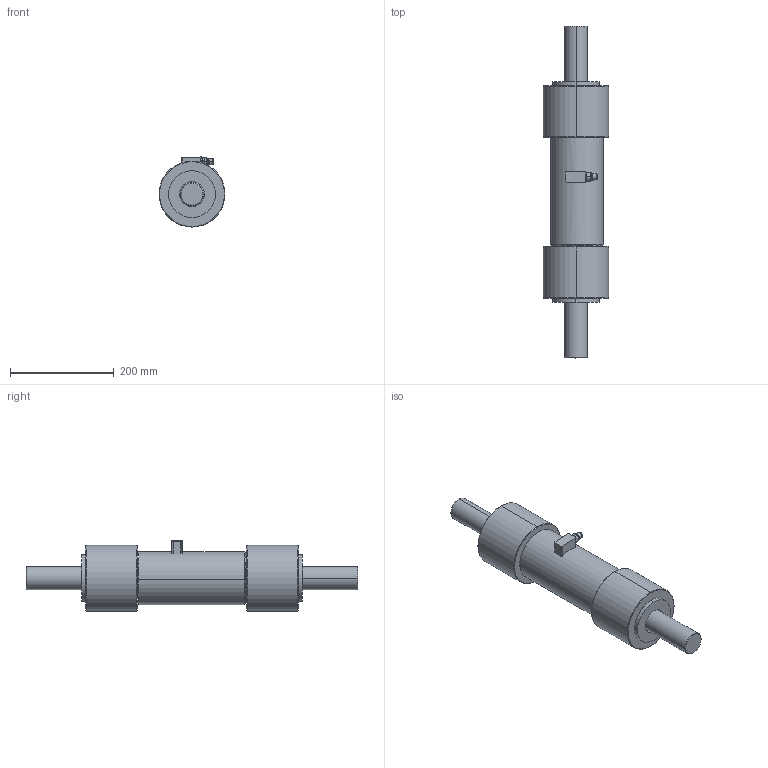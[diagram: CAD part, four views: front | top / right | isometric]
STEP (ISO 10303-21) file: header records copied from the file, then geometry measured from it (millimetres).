
FILE_DESCRIPTION(('STEP AP214'),'1');
FILE_NAME('CLB 500kN with ISO accessories.stp','2018-12-05T16:50:26',(' '),(' '),'Spatial InterOp 3D',' ',' ');
FILE_SCHEMA(('automotive_design'));
Length unit declared in the file: millimetre
Products named in the file (12): CLB 500kN with ISO accessories; HUB; PRN_44; ROD; ROD2; CLB 500kN; Fairlead; Box; Cap; Enclosure; Body; Insert keeper
Assembly tree (13 placements, depth 3):
  CLB 500kN with ISO accessories
    HUB  x2
    PRN_44  x2
    ROD
    ROD2
    CLB 500kN
      Fairlead
      Box
      Cap
      Enclosure
      Body
      Insert keeper
Bounding box: 127 x 639.44 x 135.12 mm (x, y, z)
Volume: 4596901.3 mm3; surface area: 597323 mm2
Topology: 20 solids, 41 shells, 326 faces, 773 edges, 512 vertices
Faces by surface type: cylinder 162, plane 70, cone 36, torus 32, sphere 24, bspline 2
Entity records: 12321 total; most frequent: CARTESIAN_POINT 2018, DIRECTION 1747, ORIENTED_EDGE 1344, AXIS2_PLACEMENT_3D 754, EDGE_CURVE 712, VERTEX_POINT 485, CIRCLE 437, EDGE_LOOP 353
